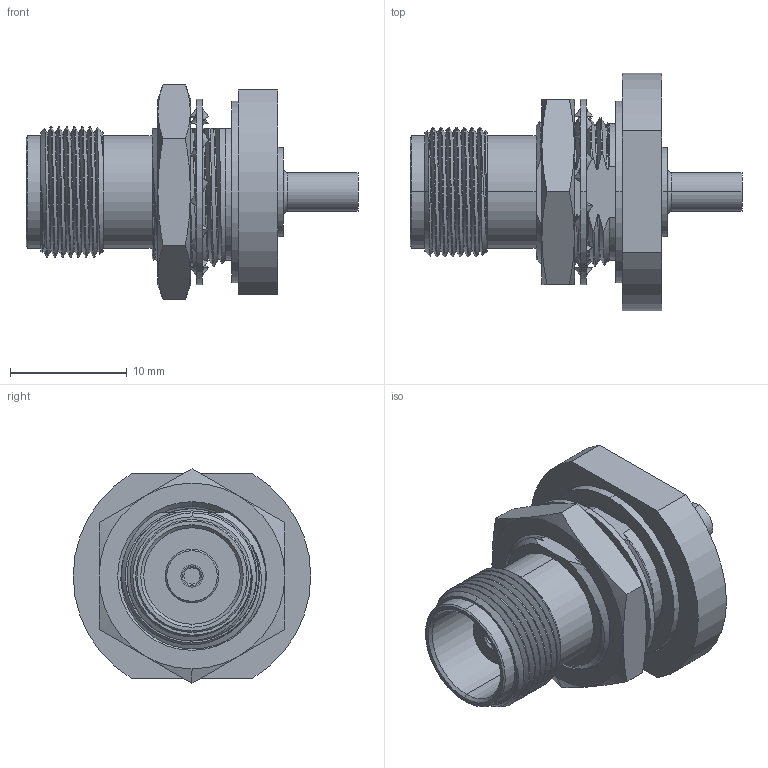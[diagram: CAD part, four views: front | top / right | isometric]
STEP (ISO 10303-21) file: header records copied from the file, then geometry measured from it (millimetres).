
FILE_DESCRIPTION (( 'STEP AP203' ), '1' );
FILE_NAME ('PE44898.step', '2018-05-02T14:40:36', ( '' ), ( '' ), 'SwSTEP 2.0', 'SolidWorks 2017', '' );
FILE_SCHEMA (( 'CONFIG_CONTROL_DESIGN' ));
Length unit declared in the file: inch
Products named in the file (1): PE44898
Bounding box: 28.4 x 20.32 x 18.33 mm (x, y, z)
Volume: 2727.1 mm3; surface area: 3205.5 mm2
Topology: 5 solids, 5 shells, 238 faces, 666 edges, 449 vertices
Faces by surface type: cylinder 80, bspline 67, plane 52, cone 37, torus 2
Entity records: 15971 total; most frequent: CARTESIAN_POINT 10496, ORIENTED_EDGE 1332, DIRECTION 868, EDGE_CURVE 666, VERTEX_POINT 449, AXIS2_PLACEMENT_3D 327, EDGE_LOOP 257, ADVANCED_FACE 238
